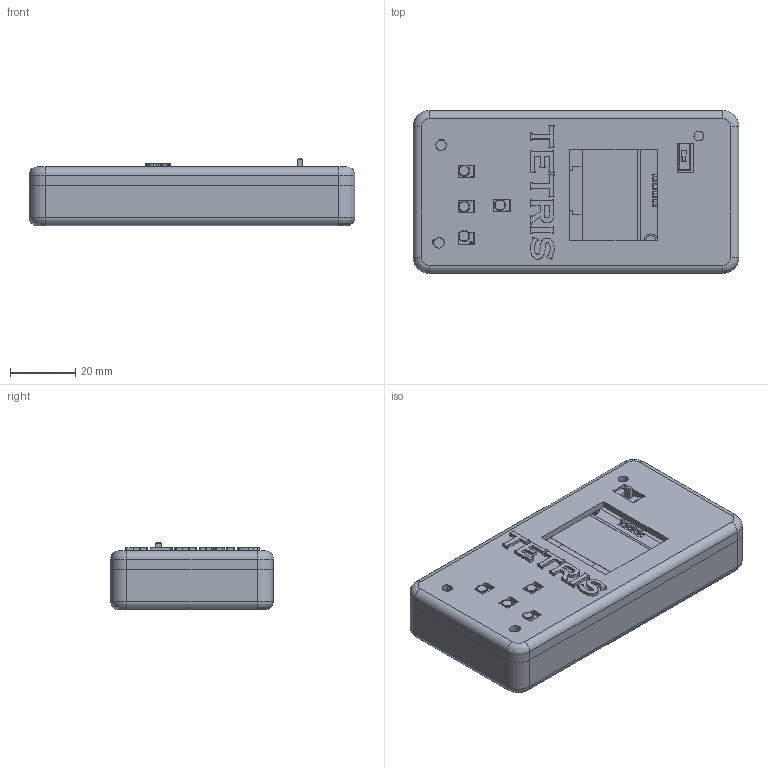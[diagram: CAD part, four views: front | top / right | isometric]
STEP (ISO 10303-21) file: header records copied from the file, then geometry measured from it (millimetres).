
FILE_DESCRIPTION(/* description */ (''),/* implementation_level */ '2;1');
FILE_NAME(/* name */ 'tetris v7.step',/* time_stamp */ '2025-07-29T14:05:40+05:30',/* author */ (''),/* organization */ (''),/* preprocessor_version */ 'ST-DEVELOPER v20.1',/* originating_system */ 'Autodesk Translation Framework v14.10.0.0',/* authorisation */ '');
FILE_SCHEMA (('AUTOMOTIVE_DESIGN { 1 0 10303 214 3 1 1 }'));
Products named in the file (8): tetris; EasyEDA PCB Model~Wbyd; Board~Wbyd; top; bottom; Oled SH1106; Tactal Switch -THru (6mmx 6mmx5mm)-Colored; Interruptor
Assembly tree (10 placements, depth 3):
  tetris
    EasyEDA PCB Model~Wbyd
      Board~Wbyd
    top
    bottom
    Oled SH1106
    Tactal Switch -THru (6mmx 6mmx5mm)-Colored  x4
    Interruptor
Bounding box: 100 x 50 x 20.6 mm (x, y, z)
Volume: 35498.9 mm3; surface area: 40040.2 mm2
Topology: 9 solids, 89 shells, 2672 faces, 7135 edges, 4670 vertices
Faces by surface type: plane 1829, bspline 547, cylinder 228, sphere 36, torus 28, cone 4
Full cylindrical faces by diameter (mm): 0.8 x8, 0.848 x16, 0.9 x14, 1.001 x2, 1.016 x4, 1.1 x16, 1.2 x2, 3 x1, 3.175 x4, 3.2 x6, 4.175 x8
Entity records: 66190 total; most frequent: CARTESIAN_POINT 18393, ORIENTED_EDGE 10562, DIRECTION 7848, EDGE_CURVE 5281, LINE 4042, VECTOR 4042, VERTEX_POINT 3494, EDGE_LOOP 2143
